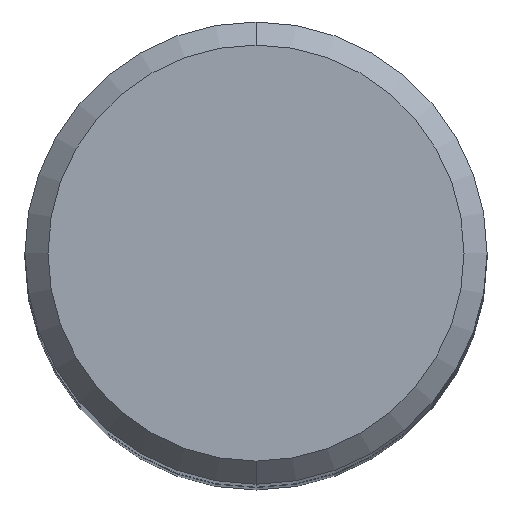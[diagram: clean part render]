
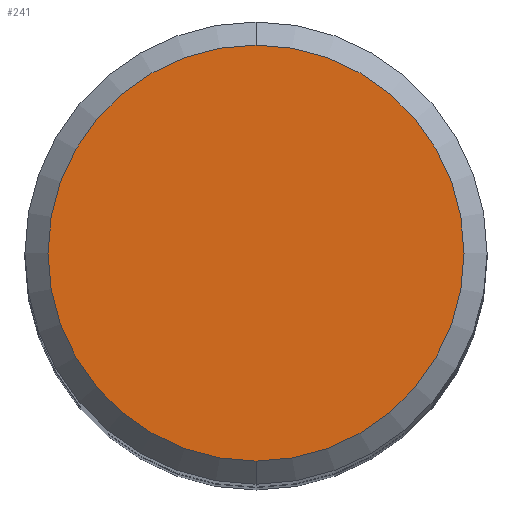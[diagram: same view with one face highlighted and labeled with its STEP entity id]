
A CAD part, top view. The second image highlights one B-rep face of the part: STEP entity #241.
In plain terms, the highlighted planar face has unit normal (0, 0, 1).
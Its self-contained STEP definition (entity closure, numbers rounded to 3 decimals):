
#195=EDGE_CURVE('',#297,#199,#498,.T.);
#199=VERTEX_POINT('',#502);
#241=ADVANCED_FACE('',(#549),#550,.T.);
#297=VERTEX_POINT('',#614);
#319=EDGE_CURVE('',#199,#297,#638,.T.);
#498=CIRCLE('',#854,7.2);
#502=CARTESIAN_POINT('',(0.,-7.2,0.0));
#549=FACE_OUTER_BOUND('',#951,.T.);
#550=PLANE('',#952);
#614=CARTESIAN_POINT('',(0.0,7.2,0.0));
#638=CIRCLE('',#1144,7.2);
#854=AXIS2_PLACEMENT_3D('',#1508,#1509,#1510);
#951=EDGE_LOOP('',(#1556,#1557));
#952=AXIS2_PLACEMENT_3D('',#1558,#1559,#1560);
#1144=AXIS2_PLACEMENT_3D('',#1672,#1673,#1674);
#1508=CARTESIAN_POINT('',(0.0,0.0,0.0));
#1509=DIRECTION('',(0.0,0.0,-1.0));
#1510=DIRECTION('',(0.0,1.0,0.0));
#1556=ORIENTED_EDGE('',*,*,#195,.F.);
#1557=ORIENTED_EDGE('',*,*,#319,.F.);
#1558=CARTESIAN_POINT('',(0.0,3.6,0.0));
#1559=DIRECTION('',(-0.0,0.0,1.0));
#1560=DIRECTION('',(0.0,-1.0,0.0));
#1672=CARTESIAN_POINT('',(0.0,0.0,0.0));
#1673=DIRECTION('',(0.0,0.0,-1.0));
#1674=DIRECTION('',(0.0,1.0,0.0));
